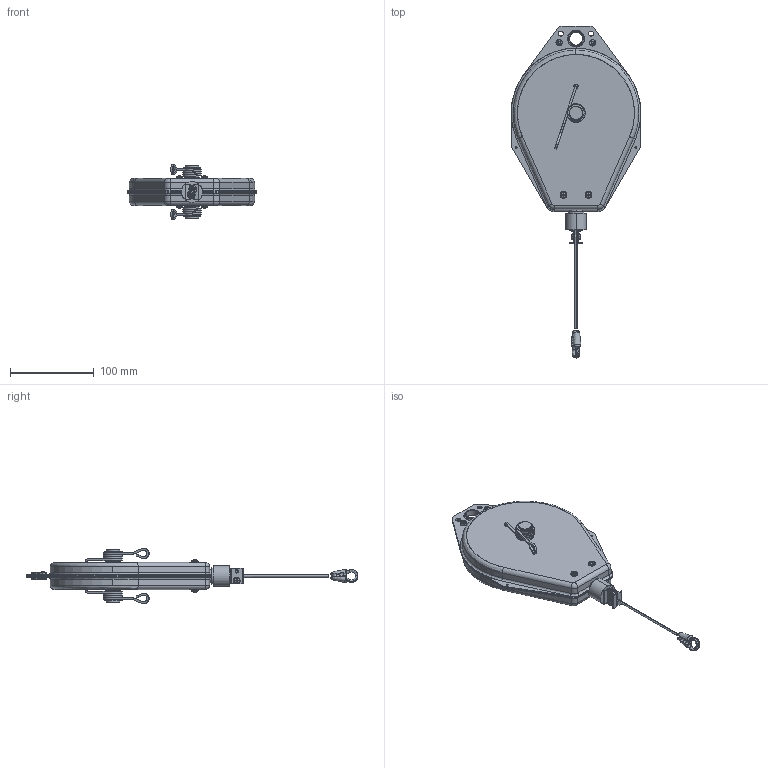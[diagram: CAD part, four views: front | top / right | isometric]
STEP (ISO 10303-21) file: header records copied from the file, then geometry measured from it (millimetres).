
FILE_DESCRIPTION (( 'STEP AP214' ), '1' );
FILE_NAME ('0014158.step', '2022-10-11T09:37:50', ( '' ), ( '' ), 'SwSTEP 2.0', 'SolidWorks 2020', '' );
FILE_SCHEMA (( 'AUTOMOTIVE_DESIGN' ));
Products named in the file (1): 0014158
Bounding box: 155 x 396.99 x 66.14 mm (x, y, z)
Surface area: 143824.9 mm2 (no closed solid volume)
Topology: 0 solids, 673 shells, 890 faces, 4009 edges, 3666 vertices
Faces by surface type: cylinder 264, plane 256, cone 217, bspline 145, torus 8
Entity records: 75362 total; most frequent: CARTESIAN_POINT 46544, DIRECTION 5227, ORIENTED_EDGE 4327, EDGE_CURVE 3991, VERTEX_POINT 3668, AXIS2_PLACEMENT_3D 1886, LINE 1455, VECTOR 1455
